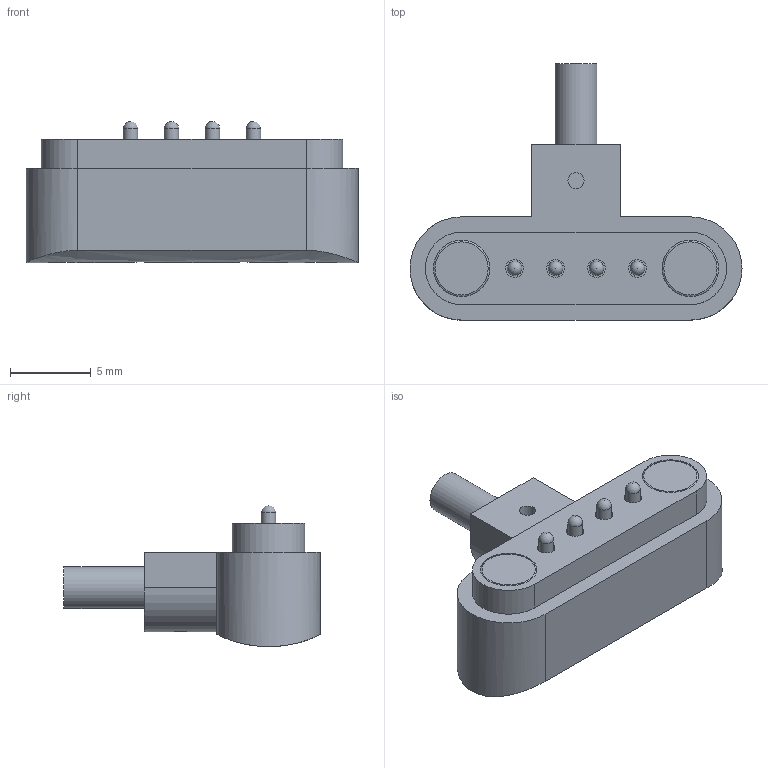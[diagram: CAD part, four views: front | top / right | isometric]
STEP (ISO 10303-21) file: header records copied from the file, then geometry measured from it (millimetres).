
FILE_DESCRIPTION(/* description */ (''),/* implementation_level */ '2;1');
FILE_NAME(/* name */ '5358 USB Mag Connector (4-pin) v1.step',/* time_stamp */ '2022-05-29T17:50:03-05:00',/* author */ (''),/* organization */ (''),/* preprocessor_version */ 'ST-DEVELOPER v19',/* originating_system */ 'Autodesk Translation Framework v11.7.0.108',/* authorisation */ '');
FILE_SCHEMA (('AUTOMOTIVE_DESIGN { 1 0 10303 214 3 1 1 }'));
Length unit declared in the file: millimetre
Products named in the file (5): 5358 USB Mag Connector (4-pin); Housing; Cable Stub; Magnets; Pins
Assembly tree (4 placements, depth 2):
  5358 USB Mag Connector (4-pin)
    Housing
    Cable Stub
    Magnets
    Pins
Bounding box: 20.6 x 15.9 x 8.76 mm (x, y, z)
Volume: 971.3 mm3; surface area: 897.8 mm2
Topology: 8 solids, 8 shells, 62 faces, 107 edges, 70 vertices
Faces by surface type: plane 30, cylinder 24, sphere 4, bspline 2, torus 2
Full cylindrical faces by diameter (mm): 0.9 x8, 1 x1, 1.1 x4, 2.6 x1, 3.5 x4
Entity records: 1814 total; most frequent: CARTESIAN_POINT 440, DIRECTION 287, ORIENTED_EDGE 206, AXIS2_PLACEMENT_3D 121, EDGE_CURVE 103, EDGE_LOOP 75, VERTEX_POINT 70, FACE_OUTER_BOUND 62
